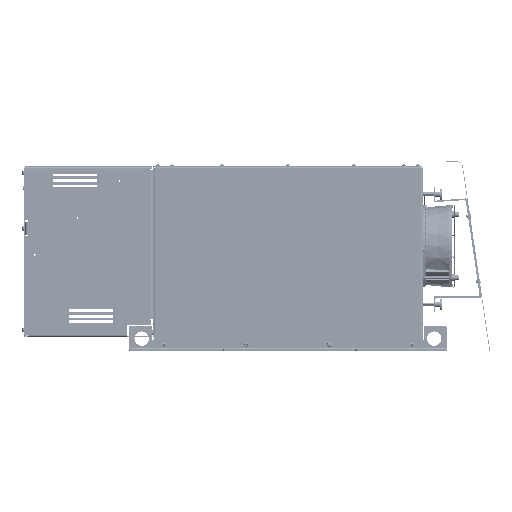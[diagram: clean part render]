
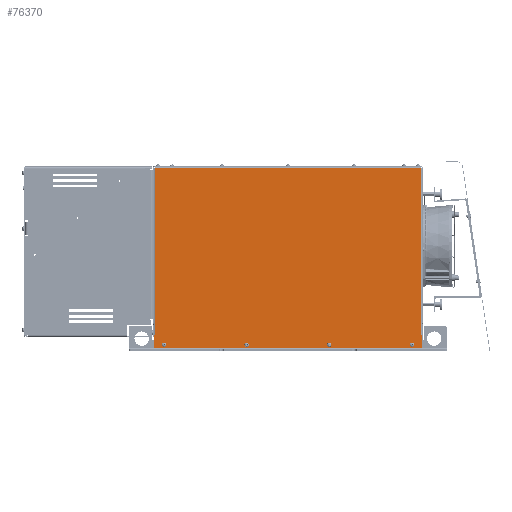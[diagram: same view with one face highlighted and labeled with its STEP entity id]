
A CAD part, front view. The second image highlights one B-rep face of the part: STEP entity #76370.
In plain terms, the highlighted face is planar.
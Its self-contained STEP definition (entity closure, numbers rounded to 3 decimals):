
#4308=LINE('',#112193,#11253);
#4330=LINE('',#112251,#11275);
#4334=LINE('',#112259,#11279);
#4337=LINE('',#112264,#11282);
#4339=LINE('',#112267,#11284);
#4340=LINE('',#112269,#11285);
#4341=LINE('',#112271,#11286);
#4342=LINE('',#112273,#11287);
#4343=LINE('',#112275,#11288);
#4344=LINE('',#112277,#11289);
#4345=LINE('',#112279,#11290);
#4346=LINE('',#112281,#11291);
#4347=LINE('',#112283,#11292);
#4348=LINE('',#112284,#11293);
#11253=VECTOR('',#89691,302.);
#11275=VECTOR('',#89749,2.5);
#11279=VECTOR('',#89755,0.5);
#11282=VECTOR('',#89760,1.);
#11284=VECTOR('',#89764,1.);
#11285=VECTOR('',#89765,483.);
#11286=VECTOR('',#89766,1.);
#11287=VECTOR('',#89767,302.);
#11288=VECTOR('',#89768,0.5);
#11289=VECTOR('',#89769,1.);
#11290=VECTOR('',#89770,2.5);
#11291=VECTOR('',#89771,23.);
#11292=VECTOR('',#89772,487.);
#11293=VECTOR('',#89773,23.);
#17671=PLANE('',#80669);
#19890=FACE_BOUND('',#25477,.T.);
#19891=FACE_BOUND('',#25478,.T.);
#19892=FACE_BOUND('',#25479,.T.);
#19893=FACE_BOUND('',#25480,.T.);
#21195=FACE_OUTER_BOUND('',#25476,.T.);
#25476=EDGE_LOOP('',(#55141,#55142,#55143,#55144,#55145,#55146,#55147,#55148,
#55149,#55150,#55151,#55152,#55153,#55154));
#25477=EDGE_LOOP('',(#55155));
#25478=EDGE_LOOP('',(#55156));
#25479=EDGE_LOOP('',(#55157));
#25480=EDGE_LOOP('',(#55158));
#30272=CIRCLE('',#80628,2.5);
#30274=CIRCLE('',#80631,2.5);
#30276=CIRCLE('',#80634,2.5);
#30278=CIRCLE('',#80637,2.5);
#34318=VERTEX_POINT('',#112154);
#34320=VERTEX_POINT('',#112159);
#34322=VERTEX_POINT('',#112164);
#34324=VERTEX_POINT('',#112169);
#34333=VERTEX_POINT('',#112190);
#34334=VERTEX_POINT('',#112192);
#34348=VERTEX_POINT('',#112239);
#34351=VERTEX_POINT('',#112249);
#34352=VERTEX_POINT('',#112250);
#34355=VERTEX_POINT('',#112258);
#34357=VERTEX_POINT('',#112268);
#34358=VERTEX_POINT('',#112270);
#34359=VERTEX_POINT('',#112272);
#34360=VERTEX_POINT('',#112274);
#34361=VERTEX_POINT('',#112276);
#34362=VERTEX_POINT('',#112278);
#34363=VERTEX_POINT('',#112280);
#34364=VERTEX_POINT('',#112282);
#42572=EDGE_CURVE('',#34318,#34318,#30272,.T.);
#42574=EDGE_CURVE('',#34320,#34320,#30274,.T.);
#42576=EDGE_CURVE('',#34322,#34322,#30276,.T.);
#42578=EDGE_CURVE('',#34324,#34324,#30278,.T.);
#42587=EDGE_CURVE('',#34334,#34333,#4308,.T.);
#42615=EDGE_CURVE('',#34351,#34352,#4330,.T.);
#42619=EDGE_CURVE('',#34355,#34334,#4334,.T.);
#42622=EDGE_CURVE('',#34352,#34355,#4337,.T.);
#42624=EDGE_CURVE('',#34333,#34348,#4339,.T.);
#42625=EDGE_CURVE('',#34348,#34357,#4340,.T.);
#42626=EDGE_CURVE('',#34357,#34358,#4341,.T.);
#42627=EDGE_CURVE('',#34358,#34359,#4342,.T.);
#42628=EDGE_CURVE('',#34359,#34360,#4343,.T.);
#42629=EDGE_CURVE('',#34360,#34361,#4344,.T.);
#42630=EDGE_CURVE('',#34361,#34362,#4345,.T.);
#42631=EDGE_CURVE('',#34363,#34362,#4346,.T.);
#42632=EDGE_CURVE('',#34364,#34363,#4347,.T.);
#42633=EDGE_CURVE('',#34351,#34364,#4348,.T.);
#55141=ORIENTED_EDGE('',*,*,#42615,.T.);
#55142=ORIENTED_EDGE('',*,*,#42622,.T.);
#55143=ORIENTED_EDGE('',*,*,#42619,.T.);
#55144=ORIENTED_EDGE('',*,*,#42587,.T.);
#55145=ORIENTED_EDGE('',*,*,#42624,.T.);
#55146=ORIENTED_EDGE('',*,*,#42625,.T.);
#55147=ORIENTED_EDGE('',*,*,#42626,.T.);
#55148=ORIENTED_EDGE('',*,*,#42627,.T.);
#55149=ORIENTED_EDGE('',*,*,#42628,.T.);
#55150=ORIENTED_EDGE('',*,*,#42629,.T.);
#55151=ORIENTED_EDGE('',*,*,#42630,.T.);
#55152=ORIENTED_EDGE('',*,*,#42631,.F.);
#55153=ORIENTED_EDGE('',*,*,#42632,.F.);
#55154=ORIENTED_EDGE('',*,*,#42633,.F.);
#55155=ORIENTED_EDGE('',*,*,#42572,.T.);
#55156=ORIENTED_EDGE('',*,*,#42574,.T.);
#55157=ORIENTED_EDGE('',*,*,#42576,.T.);
#55158=ORIENTED_EDGE('',*,*,#42578,.T.);
#76370=ADVANCED_FACE('',(#21195,#19890,#19891,#19892,#19893),#17671,.T.);
#80628=AXIS2_PLACEMENT_3D('',#112155,#89648,#89649);
#80631=AXIS2_PLACEMENT_3D('',#112160,#89654,#89655);
#80634=AXIS2_PLACEMENT_3D('',#112165,#89660,#89661);
#80637=AXIS2_PLACEMENT_3D('',#112170,#89666,#89667);
#80669=AXIS2_PLACEMENT_3D('',#112266,#89762,#89763);
#89648=DIRECTION('center_axis',(0.,0.,-1.));
#89649=DIRECTION('ref_axis',(1.,0.,0.));
#89654=DIRECTION('center_axis',(0.,0.,-1.));
#89655=DIRECTION('ref_axis',(1.,0.,0.));
#89660=DIRECTION('center_axis',(0.,0.,-1.));
#89661=DIRECTION('ref_axis',(1.,0.,0.));
#89666=DIRECTION('center_axis',(0.,0.,-1.));
#89667=DIRECTION('ref_axis',(1.,0.,0.));
#89691=DIRECTION('',(0.,1.,0.));
#89749=DIRECTION('',(-1.,0.,0.));
#89755=DIRECTION('',(1.,0.,0.));
#89760=DIRECTION('',(0.,1.,0.));
#89762=DIRECTION('center_axis',(0.,0.,1.));
#89763=DIRECTION('ref_axis',(1.,0.,0.));
#89764=DIRECTION('',(0.,1.,0.));
#89765=DIRECTION('',(-1.,0.,0.));
#89766=DIRECTION('',(0.,-1.,0.));
#89767=DIRECTION('',(0.,-1.,0.));
#89768=DIRECTION('',(1.,0.,0.));
#89769=DIRECTION('',(0.,-1.,0.));
#89770=DIRECTION('',(-1.,0.,0.));
#89771=DIRECTION('',(0.,1.,0.));
#89772=DIRECTION('',(-1.,0.,0.));
#89773=DIRECTION('',(0.,-1.,0.));
#112154=CARTESIAN_POINT('',(227.5,-158.5,1.));
#112155=CARTESIAN_POINT('Origin',(225.,-158.5,1.));
#112159=CARTESIAN_POINT('',(77.5,-158.5,1.));
#112160=CARTESIAN_POINT('Origin',(75.,-158.5,1.));
#112164=CARTESIAN_POINT('',(-72.5,-158.5,1.));
#112165=CARTESIAN_POINT('Origin',(-75.,-158.5,1.));
#112169=CARTESIAN_POINT('',(-222.5,-158.5,1.));
#112170=CARTESIAN_POINT('Origin',(-225.,-158.5,1.));
#112190=CARTESIAN_POINT('',(241.5,161.5,1.));
#112192=CARTESIAN_POINT('',(241.5,-140.5,1.));
#112193=CARTESIAN_POINT('',(241.5,81.25,1.));
#112239=CARTESIAN_POINT('',(241.5,162.5,1.));
#112249=CARTESIAN_POINT('',(243.5,-141.5,1.));
#112250=CARTESIAN_POINT('',(241.,-141.5,1.));
#112251=CARTESIAN_POINT('',(120.5,-141.5,1.));
#112258=CARTESIAN_POINT('',(241.,-140.5,1.));
#112259=CARTESIAN_POINT('',(121.75,-140.5,1.));
#112264=CARTESIAN_POINT('',(241.,-70.25,1.));
#112266=CARTESIAN_POINT('Origin',(0.,0.,
1.));
#112267=CARTESIAN_POINT('',(241.5,81.25,1.));
#112268=CARTESIAN_POINT('',(-241.5,162.5,1.));
#112269=CARTESIAN_POINT('',(-121.75,162.5,1.));
#112270=CARTESIAN_POINT('',(-241.5,161.5,1.));
#112271=CARTESIAN_POINT('',(-241.5,81.25,1.));
#112272=CARTESIAN_POINT('',(-241.5,-140.5,1.));
#112273=CARTESIAN_POINT('',(-241.5,81.25,1.));
#112274=CARTESIAN_POINT('',(-241.,-140.5,1.));
#112275=CARTESIAN_POINT('',(-121.75,-140.5,1.));
#112276=CARTESIAN_POINT('',(-241.,-141.5,1.));
#112277=CARTESIAN_POINT('',(-241.,-70.25,1.));
#112278=CARTESIAN_POINT('',(-243.5,-141.5,1.));
#112279=CARTESIAN_POINT('',(-120.5,-141.5,1.));
#112280=CARTESIAN_POINT('',(-243.5,-164.5,1.));
#112281=CARTESIAN_POINT('',(-243.5,164.5,1.));
#112282=CARTESIAN_POINT('',(243.5,-164.5,1.));
#112283=CARTESIAN_POINT('',(-243.5,-164.5,1.));
#112284=CARTESIAN_POINT('',(243.5,-164.5,1.));
